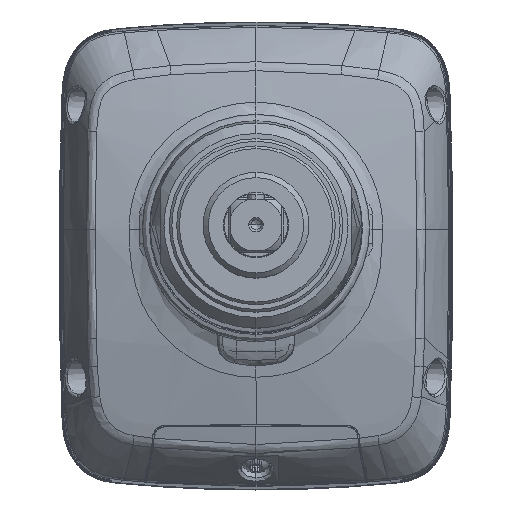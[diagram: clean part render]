
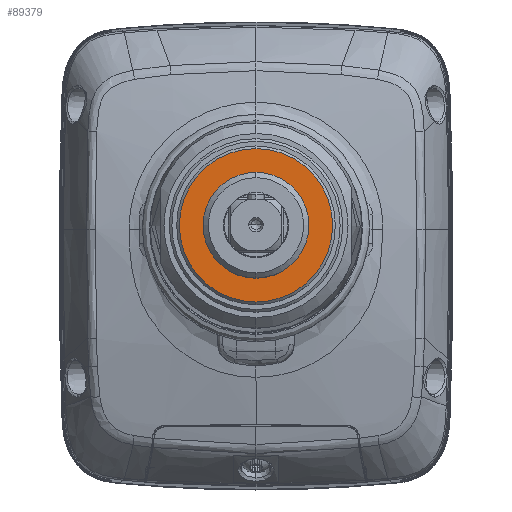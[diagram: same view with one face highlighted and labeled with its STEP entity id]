
A CAD part, top view. The second image highlights one B-rep face of the part: STEP entity #89379.
In plain terms, the highlighted planar face has unit normal (0, 0, 1).
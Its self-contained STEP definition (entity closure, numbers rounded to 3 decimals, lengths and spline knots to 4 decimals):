
#3379=CARTESIAN_POINT('',(0.,0.,9.7539));
#3380=DIRECTION('',(0.,0.,1.));
#3381=DIRECTION('',(0.,1.,0.));
#3382=AXIS2_PLACEMENT_3D('',#3379,#3380,#3381);
#3397=CARTESIAN_POINT('',(0.,0.,9.7539));
#3398=DIRECTION('',(0.,0.,-1.));
#3399=DIRECTION('',(0.,1.,0.));
#3400=AXIS2_PLACEMENT_3D('',#3397,#3398,#3399);
#3402=CARTESIAN_POINT('',(0.,0.,9.7539));
#3403=DIRECTION('',(0.,0.,-1.));
#3404=DIRECTION('',(0.,-1.,0.));
#3405=AXIS2_PLACEMENT_3D('',#3402,#3403,#3404);
#3407=CARTESIAN_POINT('',(0.,0.,9.7539));
#3408=DIRECTION('',(0.,0.,1.));
#3409=DIRECTION('',(0.,-1.,0.));
#3410=AXIS2_PLACEMENT_3D('',#3407,#3408,#3409);
#80374=CARTESIAN_POINT('',(0.,-0.5709,9.7539));
#80375=CARTESIAN_POINT('',(0.,0.5709,9.7539));
#80376=VERTEX_POINT('',#80374);
#80377=VERTEX_POINT('',#80375);
#80458=CARTESIAN_POINT('',(0.,0.3543,9.7539));
#80459=CARTESIAN_POINT('',(0.,-0.3543,9.7539));
#80460=VERTEX_POINT('',#80458);
#80461=VERTEX_POINT('',#80459);
#89363=CARTESIAN_POINT('',(0.,0.,9.7539));
#89364=DIRECTION('',(0.,0.,-1.));
#89365=DIRECTION('',(0.,-1.,0.));
#89366=AXIS2_PLACEMENT_3D('',#89363,#89364,#89365);
#89367=PLANE('',#89366);
#89368=ORIENTED_EDGE('',*,*,#89353,.F.);
#89370=ORIENTED_EDGE('',*,*,#89369,.F.);
#89371=EDGE_LOOP('',(#89368,#89370));
#89372=FACE_OUTER_BOUND('',#89371,.F.);
#89374=ORIENTED_EDGE('',*,*,#89373,.F.);
#89376=ORIENTED_EDGE('',*,*,#89375,.F.);
#89377=EDGE_LOOP('',(#89374,#89376));
#89378=FACE_BOUND('',#89377,.F.);
#89379=ADVANCED_FACE('',(#89372,#89378),#89367,.F.);
#3383=CIRCLE('',#3382,0.5709);
#3401=CIRCLE('',#3400,0.3543);
#3406=CIRCLE('',#3405,0.3543);
#3411=CIRCLE('',#3410,0.5709);
#89353=EDGE_CURVE('',#80377,#80376,#3383,.T.);
#89369=EDGE_CURVE('',#80376,#80377,#3411,.T.);
#89373=EDGE_CURVE('',#80460,#80461,#3401,.T.);
#89375=EDGE_CURVE('',#80461,#80460,#3406,.T.);
